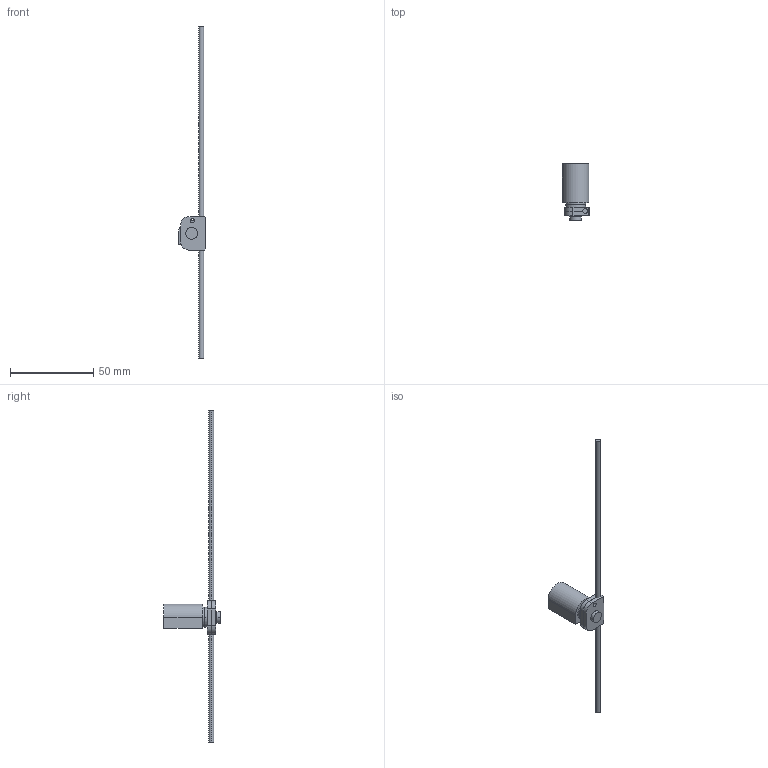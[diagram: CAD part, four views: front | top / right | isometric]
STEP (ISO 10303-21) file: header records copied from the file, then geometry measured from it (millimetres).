
FILE_DESCRIPTION((''),'2;1');
FILE_NAME('3d_KBL1S11.stp','2012-10-03T08:17:39',(''),(''),'Mechanical Desktop 2011','Mechanical Desktop 2011',', , ');
FILE_SCHEMA(('CONFIG_CONTROL_DESIGN'));
Length unit declared in the file: millimetre
Products named in the file (1): Product
Bounding box: 16.36 x 34.1 x 200 mm (x, y, z)
Volume: 8011 mm3; surface area: 5899.2 mm2
Topology: 9 solids, 9 shells, 54 faces, 112 edges, 76 vertices
Faces by surface type: plane 33, cylinder 21
Entity records: 1541 total; most frequent: DIRECTION 268, CARTESIAN_POINT 243, ORIENTED_EDGE 224, EDGE_CURVE 112, AXIS2_PLACEMENT_3D 101, VERTEX_POINT 76, VECTOR 66, LINE 66
